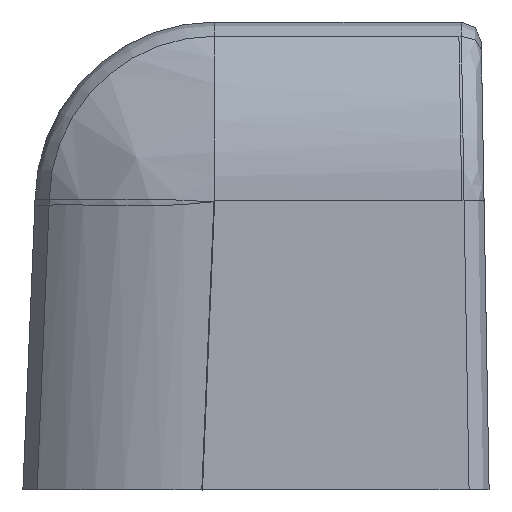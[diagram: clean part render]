
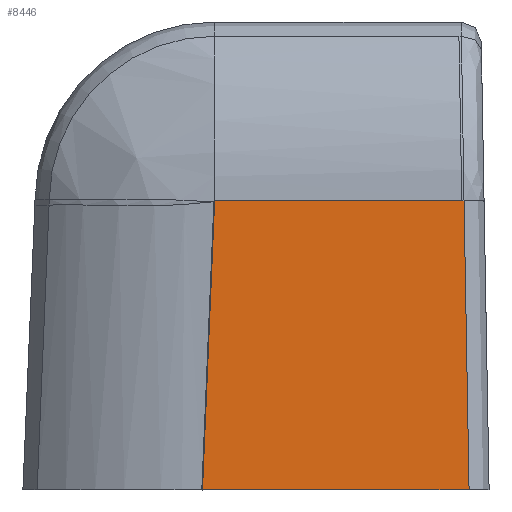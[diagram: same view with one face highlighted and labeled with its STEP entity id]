
A CAD part, left-side view. The second image highlights one B-rep face of the part: STEP entity #8446.
In plain terms, the highlighted planar face has unit normal (-1, 0, 0.009).
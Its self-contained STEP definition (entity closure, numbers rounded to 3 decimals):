
#57 = EDGE_CURVE ( 'NONE', #4243, #5120, #450, .T. ) ;
#357 = ORIENTED_EDGE ( 'NONE', *, *, #6020, .T. ) ;
#450 = B_SPLINE_CURVE_WITH_KNOTS ( 'NONE', 3,
 ( #11630, #3121, #10414, #13071 ),
 .UNSPECIFIED., .F., .F.,
 ( 4, 4 ),
 ( 0., 1. ),
 .UNSPECIFIED. ) ;
#716 = ORIENTED_EDGE ( 'NONE', *, *, #1610, .T. ) ;
#873 = ORIENTED_EDGE ( 'NONE', *, *, #57, .T. ) ;
#977 = FACE_OUTER_BOUND ( 'NONE', #12847, .T. ) ;
#1187 = LINE ( 'NONE', #2994, #4082 ) ;
#1232 = VERTEX_POINT ( 'NONE', #15331 ) ;
#1610 = EDGE_CURVE ( 'NONE', #5647, #7176, #1187, .T. ) ;
#1758 = B_SPLINE_CURVE_WITH_KNOTS ( 'NONE', 3,
 ( #13414, #11023, #4972, #13464 ),
 .UNSPECIFIED., .F., .F.,
 ( 4, 4 ),
 ( 0., 1. ),
 .UNSPECIFIED. ) ;
#1857 = CARTESIAN_POINT ( 'NONE',  ( -44.65, -22.198, 46.075 ) ) ;
#1973 = DIRECTION ( 'NONE',  ( 0.009, 0., 1. ) ) ;
#2484 = CARTESIAN_POINT ( 'NONE',  ( -44.65, 0., 46.011 ) ) ;
#2994 = CARTESIAN_POINT ( 'NONE',  ( -44.877, 0., 20.1 ) ) ;
#3099 = CARTESIAN_POINT ( 'NONE',  ( -44.65, -7.399, 46.075 ) ) ;
#3121 = CARTESIAN_POINT ( 'NONE',  ( -44.65, -22.331, 46.075 ) ) ;
#3920 = CARTESIAN_POINT ( 'NONE',  ( -44.726, 0.373, 37.367 ) ) ;
#3973 = CARTESIAN_POINT ( 'NONE',  ( -44.65, -22.198, 46.075 ) ) ;
#4082 = VECTOR ( 'NONE', #10298, 1000. ) ;
#4119 = CARTESIAN_POINT ( 'NONE',  ( -44.65, 0.011, 46. ) ) ;
#4243 = VERTEX_POINT ( 'NONE', #9586 ) ;
#4355 = ORIENTED_EDGE ( 'NONE', *, *, #12072, .T. ) ;
#4830 = CARTESIAN_POINT ( 'NONE',  ( -44.65, 0.011, 46.004 ) ) ;
#4905 = CARTESIAN_POINT ( 'NONE',  ( -44.65, 0., 46.054 ) ) ;
#4972 = CARTESIAN_POINT ( 'NONE',  ( -44.801, -22.7, 28.758 ) ) ;
#4987 = CARTESIAN_POINT ( 'NONE',  ( -44.65, -14.798, 46.075 ) ) ;
#5120 = VERTEX_POINT ( 'NONE', #3973 ) ;
#5155 = VERTEX_POINT ( 'NONE', #5207 ) ;
#5207 = CARTESIAN_POINT ( 'NONE',  ( -44.65, 0., 46.011 ) ) ;
#5317 = EDGE_CURVE ( 'NONE', #13307, #1232, #7282, .T. ) ;
#5647 = VERTEX_POINT ( 'NONE', #9872 ) ;
#6020 = EDGE_CURVE ( 'NONE', #5120, #9465, #12409, .T. ) ;
#6258 = ORIENTED_EDGE ( 'NONE', *, *, #14622, .T. ) ;
#6371 = CARTESIAN_POINT ( 'NONE',  ( -44.802, 0.736, 28.733 ) ) ;
#6441 = EDGE_CURVE ( 'NONE', #4243, #7176, #1758, .T. ) ;
#6478 = CARTESIAN_POINT ( 'NONE',  ( -44.65, 0.011, 46.004 ) ) ;
#6587 = ORIENTED_EDGE ( 'NONE', *, *, #5317, .T. ) ;
#6951 = CARTESIAN_POINT ( 'NONE',  ( -44.65, 0., 46.011 ) ) ;
#7176 = VERTEX_POINT ( 'NONE', #11369 ) ;
#7282 = B_SPLINE_CURVE_WITH_KNOTS ( 'NONE', 3,
 ( #11664, #10192, #11397, #4119 ),
 .UNSPECIFIED., .F., .F.,
 ( 4, 4 ),
 ( 0., 1. ),
 .UNSPECIFIED. ) ;
#7505 = CARTESIAN_POINT ( 'NONE',  ( -44.65, 0.011, 46. ) ) ;
#8311 = EDGE_CURVE ( 'NONE', #1232, #5647, #8674, .T. ) ;
#8446 = ADVANCED_FACE ( 'NONE', ( #977 ), #9296, .T. ) ;
#8590 = CARTESIAN_POINT ( 'NONE',  ( -44.65, 0., 46.075 ) ) ;
#8674 = B_SPLINE_CURVE_WITH_KNOTS ( 'NONE', 3,
 ( #7505, #3920, #6371, #14903 ),
 .UNSPECIFIED., .F., .F.,
 ( 4, 4 ),
 ( 0., 1. ),
 .UNSPECIFIED. ) ;
#9296 = PLANE ( 'NONE',  #15717 ) ;
#9465 = VERTEX_POINT ( 'NONE', #11901 ) ;
#9586 = CARTESIAN_POINT ( 'NONE',  ( -44.65, -22.397, 46.075 ) ) ;
#9676 = CARTESIAN_POINT ( 'NONE',  ( -44.651, 0.005, 46.011 ) ) ;
#9816 = CARTESIAN_POINT ( 'NONE',  ( -44.651, 0., 46.033 ) ) ;
#9872 = CARTESIAN_POINT ( 'NONE',  ( -44.877, 1.098, 20.1 ) ) ;
#10192 = CARTESIAN_POINT ( 'NONE',  ( -44.651, 0.011, 46.002 ) ) ;
#10298 = DIRECTION ( 'NONE',  ( 0., -1., 0. ) ) ;
#10414 = CARTESIAN_POINT ( 'NONE',  ( -44.65, -22.264, 46.075 ) ) ;
#10994 = ORIENTED_EDGE ( 'NONE', *, *, #8311, .T. ) ;
#11023 = CARTESIAN_POINT ( 'NONE',  ( -44.726, -22.549, 37.417 ) ) ;
#11369 = CARTESIAN_POINT ( 'NONE',  ( -44.877, -22.851, 20.1 ) ) ;
#11397 = CARTESIAN_POINT ( 'NONE',  ( -44.651, 0.011, 46.001 ) ) ;
#11608 = CARTESIAN_POINT ( 'NONE',  ( -44.65, 0., 46.075 ) ) ;
#11630 = CARTESIAN_POINT ( 'NONE',  ( -44.65, -22.397, 46.075 ) ) ;
#11664 = CARTESIAN_POINT ( 'NONE',  ( -44.65, 0.011, 46.004 ) ) ;
#11901 = CARTESIAN_POINT ( 'NONE',  ( -44.65, 0., 46.075 ) ) ;
#12072 = EDGE_CURVE ( 'NONE', #5155, #13307, #15385, .T. ) ;
#12105 = CARTESIAN_POINT ( 'NONE',  ( -44.651, 0.009, 46.009 ) ) ;
#12409 = B_SPLINE_CURVE_WITH_KNOTS ( 'NONE', 3,
 ( #1857, #4987, #3099, #11608 ),
 .UNSPECIFIED., .F., .F.,
 ( 4, 4 ),
 ( 0., 1. ),
 .UNSPECIFIED. ) ;
#12693 = ORIENTED_EDGE ( 'NONE', *, *, #6441, .F. ) ;
#12847 = EDGE_LOOP ( 'NONE', ( #6587, #10994, #716, #12693, #873, #357, #6258, #4355 ) ) ;
#13071 = CARTESIAN_POINT ( 'NONE',  ( -44.65, -22.198, 46.075 ) ) ;
#13307 = VERTEX_POINT ( 'NONE', #6478 ) ;
#13414 = CARTESIAN_POINT ( 'NONE',  ( -44.65, -22.397, 46.075 ) ) ;
#13464 = CARTESIAN_POINT ( 'NONE',  ( -44.877, -22.851, 20.1 ) ) ;
#14116 = DIRECTION ( 'NONE',  ( -1., 0., 0.009 ) ) ;
#14581 = B_SPLINE_CURVE_WITH_KNOTS ( 'NONE', 3,
 ( #8590, #4905, #9816, #2484 ),
 .UNSPECIFIED., .F., .F.,
 ( 4, 4 ),
 ( 0., 1. ),
 .UNSPECIFIED. ) ;
#14622 = EDGE_CURVE ( 'NONE', #9465, #5155, #14581, .T. ) ;
#14903 = CARTESIAN_POINT ( 'NONE',  ( -44.877, 1.098, 20.1 ) ) ;
#15331 = CARTESIAN_POINT ( 'NONE',  ( -44.65, 0.011, 46. ) ) ;
#15361 = CARTESIAN_POINT ( 'NONE',  ( -44.649, 0., 46.2 ) ) ;
#15385 = B_SPLINE_CURVE_WITH_KNOTS ( 'NONE', 3,
 ( #6951, #9676, #12105, #4830 ),
 .UNSPECIFIED., .F., .F.,
 ( 4, 4 ),
 ( 0., 1. ),
 .UNSPECIFIED. ) ;
#15717 = AXIS2_PLACEMENT_3D ( 'NONE', #15361, #14116, #1973 ) ;
